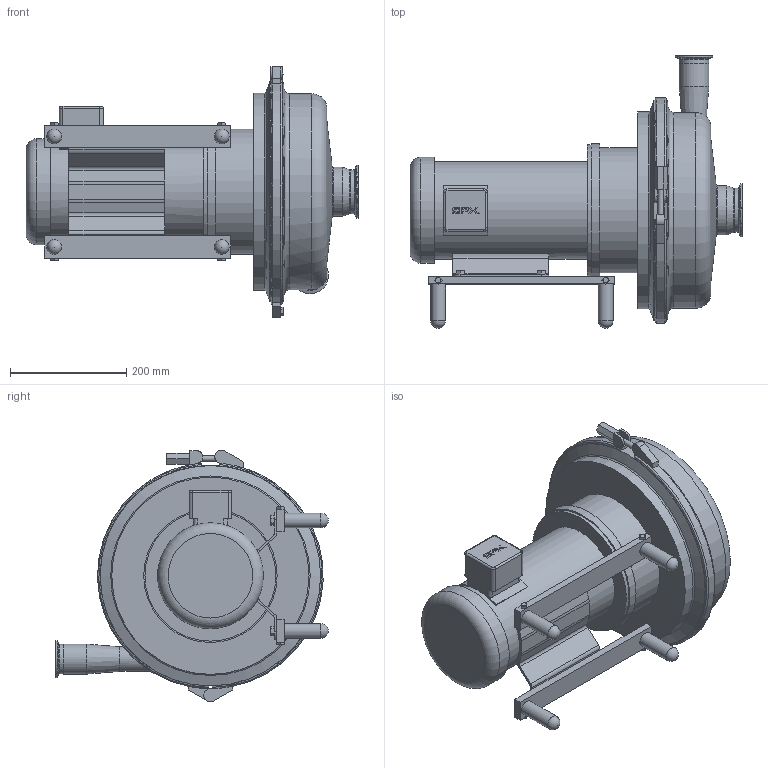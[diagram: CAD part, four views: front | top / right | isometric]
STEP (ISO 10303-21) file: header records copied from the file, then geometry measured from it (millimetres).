
FILE_DESCRIPTION(/* description */ (''),/* implementation_level */ '2;1');
FILE_NAME(/* name */ 'W+_W+80-80_182TC_3.0x2.0_S-Line_3HP_SM.stp',/* time_stamp */ '2020-11-05T15:11:39+06:00',/* author */ ('KRXREM'),/* organization */ (''),/* preprocessor_version */ 'ST-DEVELOPER v17',/* originating_system */ 'Autodesk Inventor 2018',/* authorisation */ '');
FILE_SCHEMA (('AUTOMOTIVE_DESIGN { 1 0 10303 214 3 1 1 }'));
Length unit declared in the file: inch
Products named in the file (1): W+_W+80-80_182TC_3.0x2.0_S-Line_3HP_SM
Bounding box: 572.26 x 469.9 x 434.12 mm (x, y, z)
Volume: 23908265.6 mm3; surface area: 794413.2 mm2
Topology: 1 solids, 1 shells, 390 faces, 1042 edges, 671 vertices
Faces by surface type: plane 211, cone 65, cylinder 64, bspline 29, torus 17, sphere 4
Full cylindrical faces by diameter (mm): 10 x1, 25.4 x4, 42.6 x1, 47.498 x1, 50.927 x1, 51.6 x1, 63.881 x1, 71.984 x1, 76.327 x1, 76.6 x1, 84.971 x1, 90.907 x1, 167.894 x1, 182.626 x1, 215 x1, 225.552 x1, 230 x1, 337.5 x1, 340 x1, 380 x1
Entity records: 12704 total; most frequent: CARTESIAN_POINT 2896, ORIENTED_EDGE 2076, DIRECTION 1911, EDGE_CURVE 1038, AXIS2_PLACEMENT_3D 675, VERTEX_POINT 671, LINE 561, VECTOR 561
